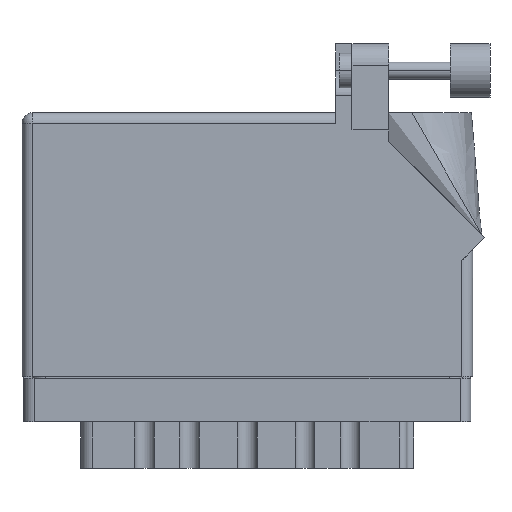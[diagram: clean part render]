
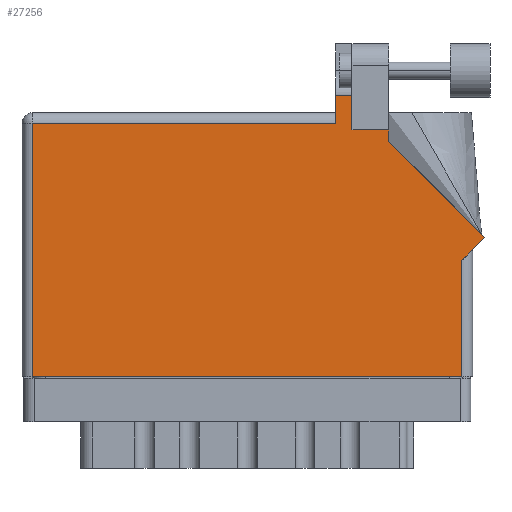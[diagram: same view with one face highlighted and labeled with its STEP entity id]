
A CAD part, front view. The second image highlights one B-rep face of the part: STEP entity #27256.
In plain terms, the highlighted face is planar.
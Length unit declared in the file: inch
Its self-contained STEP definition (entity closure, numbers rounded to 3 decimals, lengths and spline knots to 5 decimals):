
#436 = VERTEX_POINT ( 'NONE', #39645 ) ;
#620 = DIRECTION ( 'NONE',  ( 0., 1., 0. ) ) ;
#1693 = CARTESIAN_POINT ( 'NONE',  ( 0., 1.468, 0. ) ) ;
#1763 = EDGE_CURVE ( 'NONE', #42712, #23105, #2236, .T. ) ;
#1779 = VERTEX_POINT ( 'NONE', #1965 ) ;
#1965 = CARTESIAN_POINT ( 'NONE',  ( 0.062, 0., 0. ) ) ;
#2150 = VERTEX_POINT ( 'NONE', #20778 ) ;
#2187 = ORIENTED_EDGE ( 'NONE', *, *, #1763, .T. ) ;
#2236 = LINE ( 'NONE', #1693, #29808 ) ;
#3808 = ORIENTED_EDGE ( 'NONE', *, *, #37199, .T. ) ;
#5257 = DIRECTION ( 'NONE',  ( -1., 0., 0. ) ) ;
#5445 = VECTOR ( 'NONE', #7385, 39.37008 ) ;
#6336 = CARTESIAN_POINT ( 'NONE',  ( 2.68271, 0.80771, 0. ) ) ;
#6539 = DIRECTION ( 'NONE',  ( -0.707, 0.707, 0. ) ) ;
#6774 = AXIS2_PLACEMENT_3D ( 'NONE', #38899, #10809, #47380 ) ;
#6979 = CARTESIAN_POINT ( 'NONE',  ( 2.126, 1.43, 0. ) ) ;
#7385 = DIRECTION ( 'NONE',  ( 0., -1., 0. ) ) ;
#8288 = LINE ( 'NONE', #45670, #16733 ) ;
#8601 = DIRECTION ( 'NONE',  ( 1., 0., 0. ) ) ;
#8820 = LINE ( 'NONE', #42376, #26530 ) ;
#9629 = DIRECTION ( 'NONE',  ( 0., 1., 0. ) ) ;
#10440 = EDGE_LOOP ( 'NONE', ( #46145, #13990, #37250, #2187, #3808, #16820, #23261, #22996, #44947, #10569, #39383 ) ) ;
#10569 = ORIENTED_EDGE ( 'NONE', *, *, #48856, .T. ) ;
#10809 = DIRECTION ( 'NONE',  ( 0., 0., -1. ) ) ;
#10898 = LINE ( 'NONE', #43917, #44672 ) ;
#11196 = DIRECTION ( 'NONE',  ( 0., 1., 0. ) ) ;
#11858 = LINE ( 'NONE', #16509, #27500 ) ;
#12866 = DIRECTION ( 'NONE',  ( -1., 0., 0. ) ) ;
#13763 = LINE ( 'NONE', #46240, #32102 ) ;
#13990 = ORIENTED_EDGE ( 'NONE', *, *, #44194, .T. ) ;
#14121 = VERTEX_POINT ( 'NONE', #51978 ) ;
#15029 = VERTEX_POINT ( 'NONE', #6979 ) ;
#15365 = EDGE_CURVE ( 'NONE', #1779, #14121, #13763, .T. ) ;
#16509 = CARTESIAN_POINT ( 'NONE',  ( 2.612, 0.737, 0. ) ) ;
#16733 = VECTOR ( 'NONE', #620, 39.37008 ) ;
#16820 = ORIENTED_EDGE ( 'NONE', *, *, #15365, .T. ) ;
#17309 = VERTEX_POINT ( 'NONE', #6336 ) ;
#18810 = EDGE_CURVE ( 'NONE', #17309, #47363, #10898, .T. ) ;
#18842 = CARTESIAN_POINT ( 'NONE',  ( 2.126, 1.36442, 0. ) ) ;
#19482 = EDGE_CURVE ( 'NONE', #33533, #42712, #33147, .T. ) ;
#20482 = VERTEX_POINT ( 'NONE', #22858 ) ;
#20778 = CARTESIAN_POINT ( 'NONE',  ( 1.913, 1.43, 0. ) ) ;
#22285 = PLANE ( 'NONE',  #6774 ) ;
#22858 = CARTESIAN_POINT ( 'NONE',  ( 2.55, 0.675, 0. ) ) ;
#22996 = ORIENTED_EDGE ( 'NONE', *, *, #45417, .T. ) ;
#23105 = VERTEX_POINT ( 'NONE', #29203 ) ;
#23261 = ORIENTED_EDGE ( 'NONE', *, *, #25764, .T. ) ;
#23583 = CARTESIAN_POINT ( 'NONE',  ( 1.819, 1.468, 0. ) ) ;
#25764 = EDGE_CURVE ( 'NONE', #14121, #20482, #8288, .T. ) ;
#26530 = VECTOR ( 'NONE', #46483, 39.37008 ) ;
#27256 = ADVANCED_FACE ( 'NONE', ( #47910 ), #22285, .F. ) ;
#27500 = VECTOR ( 'NONE', #29571, 39.37008 ) ;
#29203 = CARTESIAN_POINT ( 'NONE',  ( 0.062, 1.468, 0. ) ) ;
#29245 = CARTESIAN_POINT ( 'NONE',  ( 2.126, 1.43, 0. ) ) ;
#29571 = DIRECTION ( 'NONE',  ( 0.707, 0.707, 0. ) ) ;
#29808 = VECTOR ( 'NONE', #5257, 39.37008 ) ;
#32102 = VECTOR ( 'NONE', #8601, 39.37008 ) ;
#33147 = LINE ( 'NONE', #49834, #34212 ) ;
#33507 = CARTESIAN_POINT ( 'NONE',  ( 2.126, 1.36442, 0. ) ) ;
#33533 = VERTEX_POINT ( 'NONE', #53631 ) ;
#34212 = VECTOR ( 'NONE', #45993, 39.37008 ) ;
#36280 = CARTESIAN_POINT ( 'NONE',  ( 0.062, 0., 0. ) ) ;
#37199 = EDGE_CURVE ( 'NONE', #23105, #1779, #44766, .T. ) ;
#37250 = ORIENTED_EDGE ( 'NONE', *, *, #19482, .T. ) ;
#38899 = CARTESIAN_POINT ( 'NONE',  ( 0., 1.53, 0. ) ) ;
#39383 = ORIENTED_EDGE ( 'NONE', *, *, #45829, .T. ) ;
#39645 = CARTESIAN_POINT ( 'NONE',  ( 1.913, 1.6315, 0. ) ) ;
#40104 = LINE ( 'NONE', #18842, #47661 ) ;
#40611 = VECTOR ( 'NONE', #12866, 39.37008 ) ;
#42376 = CARTESIAN_POINT ( 'NONE',  ( 2.24377, 1.6315, 0. ) ) ;
#42380 = CARTESIAN_POINT ( 'NONE',  ( 1.913, 1.43, 0. ) ) ;
#42712 = VERTEX_POINT ( 'NONE', #23583 ) ;
#43297 = VECTOR ( 'NONE', #9629, 39.37008 ) ;
#43917 = CARTESIAN_POINT ( 'NONE',  ( 2.68271, 0.80771, 0. ) ) ;
#44194 = EDGE_CURVE ( 'NONE', #436, #33533, #8820, .T. ) ;
#44672 = VECTOR ( 'NONE', #6539, 39.37008 ) ;
#44766 = LINE ( 'NONE', #36280, #5445 ) ;
#44947 = ORIENTED_EDGE ( 'NONE', *, *, #18810, .T. ) ;
#45417 = EDGE_CURVE ( 'NONE', #20482, #17309, #11858, .T. ) ;
#45670 = CARTESIAN_POINT ( 'NONE',  ( 2.55, 0.737, 0. ) ) ;
#45829 = EDGE_CURVE ( 'NONE', #15029, #2150, #53549, .T. ) ;
#45993 = DIRECTION ( 'NONE',  ( 0., -1., 0. ) ) ;
#46145 = ORIENTED_EDGE ( 'NONE', *, *, #46918, .T. ) ;
#46240 = CARTESIAN_POINT ( 'NONE',  ( 0., 0., 0. ) ) ;
#46483 = DIRECTION ( 'NONE',  ( -1., 0., 0. ) ) ;
#46918 = EDGE_CURVE ( 'NONE', #2150, #436, #51113, .T. ) ;
#47363 = VERTEX_POINT ( 'NONE', #33507 ) ;
#47380 = DIRECTION ( 'NONE',  ( -1., 0., 0. ) ) ;
#47661 = VECTOR ( 'NONE', #11196, 39.37008 ) ;
#47910 = FACE_OUTER_BOUND ( 'NONE', #10440, .T. ) ;
#48856 = EDGE_CURVE ( 'NONE', #47363, #15029, #40104, .T. ) ;
#49834 = CARTESIAN_POINT ( 'NONE',  ( 1.819, 1.53, 0. ) ) ;
#51113 = LINE ( 'NONE', #42380, #43297 ) ;
#51978 = CARTESIAN_POINT ( 'NONE',  ( 2.55, 0., 0. ) ) ;
#53549 = LINE ( 'NONE', #29245, #40611 ) ;
#53631 = CARTESIAN_POINT ( 'NONE',  ( 1.819, 1.6315, 0. ) ) ;
